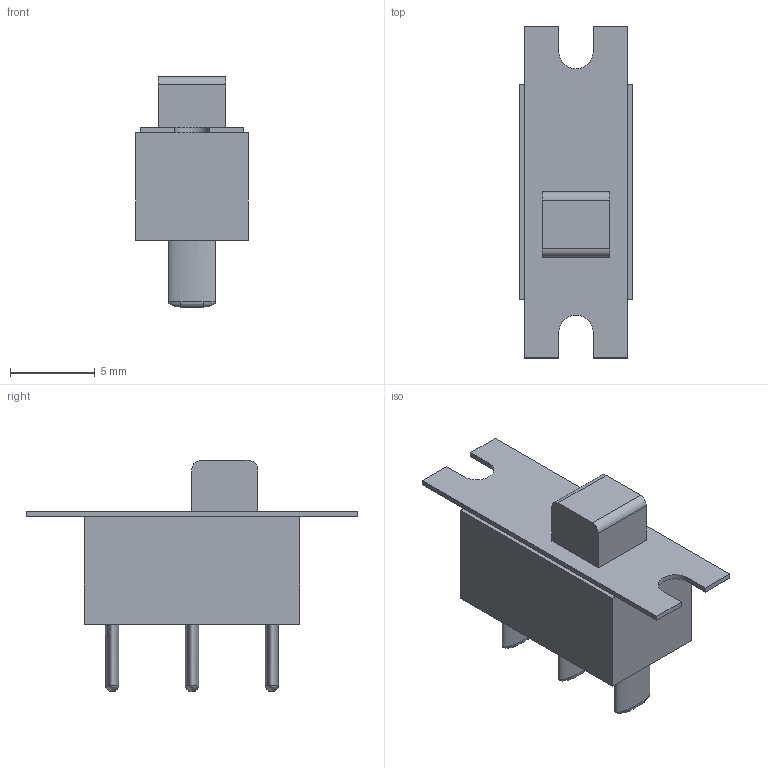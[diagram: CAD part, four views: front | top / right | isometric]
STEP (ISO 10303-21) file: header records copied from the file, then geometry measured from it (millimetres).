
FILE_DESCRIPTION(/* description */ (''),/* implementation_level */ '2;1');
FILE_NAME(/* name */ 'SS8-1.step',/* time_stamp */ '2022-11-07T20:38:11+02:00',/* author */ (''),/* organization */ (''),/* preprocessor_version */ 'ST-DEVELOPER v19.2',/* originating_system */ 'Autodesk Translation Framework v11.17.0.187',/* authorisation */ '');
FILE_SCHEMA (('AUTOMOTIVE_DESIGN { 1 0 10303 214 3 1 1 }'));
Length unit declared in the file: millimetre
Products named in the file (1): SS8-1
Bounding box: 6.6 x 19.56 x 13.61 mm (x, y, z)
Volume: 631.5 mm3; surface area: 806.5 mm2
Topology: 6 solids, 6 shells, 49 faces, 111 edges, 68 vertices
Faces by surface type: plane 30, bspline 15, cylinder 4
Entity records: 1846 total; most frequent: CARTESIAN_POINT 807, ORIENTED_EDGE 210, DIRECTION 165, EDGE_CURVE 105, VERTEX_POINT 68, LINE 61, VECTOR 61, AXIS2_PLACEMENT_3D 52
